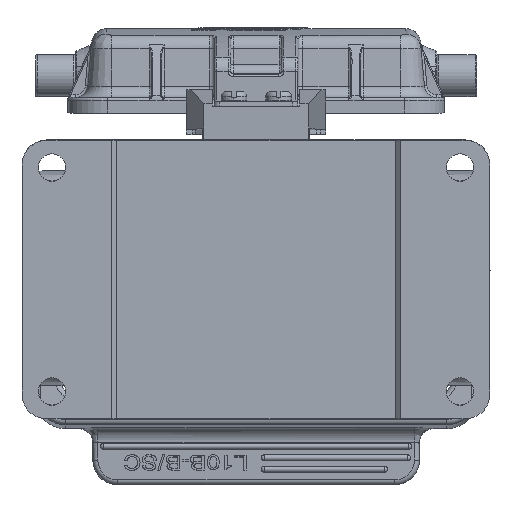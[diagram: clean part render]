
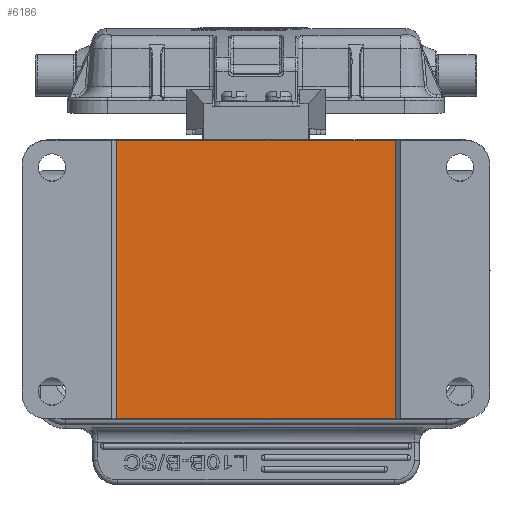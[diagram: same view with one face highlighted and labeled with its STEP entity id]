
A CAD part, front view. The second image highlights one B-rep face of the part: STEP entity #6186.
In plain terms, the highlighted planar face has unit normal (0, 1, 0.009).
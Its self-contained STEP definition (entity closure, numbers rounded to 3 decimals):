
#6186=ADVANCED_FACE('',(#9189),#8303,.T.);
#8303=PLANE('',#39878);
#9189=FACE_OUTER_BOUND('',#11373,.T.);
#11373=EDGE_LOOP('',(#14774,#14775,#14776,#14777));
#14774=ORIENTED_EDGE('',*,*,#29870,.F.);
#14775=ORIENTED_EDGE('',*,*,#29871,.F.);
#14776=ORIENTED_EDGE('',*,*,#29872,.T.);
#14777=ORIENTED_EDGE('',*,*,#29873,.F.);
#25841=VERTEX_POINT('',#54603);
#25842=VERTEX_POINT('',#54604);
#25843=VERTEX_POINT('',#54606);
#25844=VERTEX_POINT('',#54608);
#29870=EDGE_CURVE('',#25841,#25842,#35368,.T.);
#29871=EDGE_CURVE('',#25843,#25841,#35369,.T.);
#29872=EDGE_CURVE('',#25843,#25844,#35370,.T.);
#29873=EDGE_CURVE('',#25842,#25844,#35371,.T.);
#35368=LINE('',#54602,#37542);
#35369=LINE('',#54605,#37543);
#35370=LINE('',#54607,#37544);
#35371=LINE('',#54609,#37545);
#37542=VECTOR('',#43946,1.);
#37543=VECTOR('',#43947,1.);
#37544=VECTOR('',#43948,1.);
#37545=VECTOR('',#43949,1.);
#39878=AXIS2_PLACEMENT_3D('',#54610,#43950,#43951);
#43946=DIRECTION('',(0.,-0.009,1.));
#43947=DIRECTION('',(1.,0.,0.));
#43948=DIRECTION('',(0.,-0.009,1.));
#43949=DIRECTION('',(-1.,0.,0.));
#43950=DIRECTION('',(0.,1.,0.009));
#43951=DIRECTION('',(0.,-0.009,1.));
#54602=CARTESIAN_POINT('',(74.986,-22.285,5.854));
#54603=CARTESIAN_POINT('',(74.986,-21.796,-50.144));
#54604=CARTESIAN_POINT('',(74.986,-22.285,5.854));
#54605=CARTESIAN_POINT('',(74.986,-21.796,-50.144));
#54606=CARTESIAN_POINT('',(18.986,-21.779,-50.144));
#54607=CARTESIAN_POINT('',(18.986,-22.267,5.854));
#54608=CARTESIAN_POINT('',(18.986,-22.267,5.854));
#54609=CARTESIAN_POINT('',(18.986,-22.267,5.854));
#54610=CARTESIAN_POINT('',(46.986,-22.032,-22.145));
